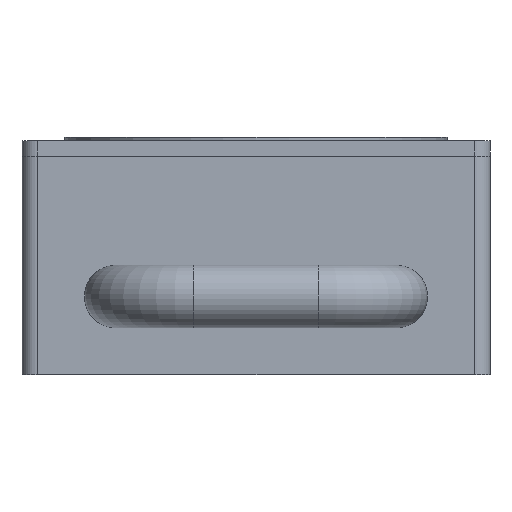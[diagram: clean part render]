
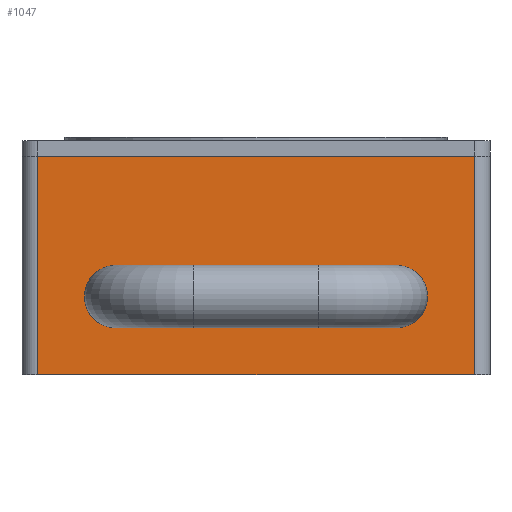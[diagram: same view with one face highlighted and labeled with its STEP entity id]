
A CAD part, front view. The second image highlights one B-rep face of the part: STEP entity #1047.
In plain terms, the highlighted planar face has unit normal (0, -1, 0).
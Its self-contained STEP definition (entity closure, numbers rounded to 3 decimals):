
#54=FACE_BOUND('',#238,.T.);
#55=FACE_BOUND('',#239,.T.);
#92=PLANE('',#1199);
#156=FACE_OUTER_BOUND('',#237,.T.);
#237=EDGE_LOOP('',(#932,#933,#934,#935));
#238=EDGE_LOOP('',(#936,#937));
#239=EDGE_LOOP('',(#938,#939));
#286=LINE('',#1712,#364);
#291=LINE('',#1728,#369);
#314=LINE('',#1803,#392);
#319=LINE('',#1821,#397);
#322=LINE('',#1828,#400);
#323=LINE('',#1830,#401);
#364=VECTOR('',#1404,10.);
#369=VECTOR('',#1423,10.);
#392=VECTOR('',#1500,10.);
#397=VECTOR('',#1519,10.);
#400=VECTOR('',#1528,10.);
#401=VECTOR('',#1531,10.);
#441=CIRCLE('',#1157,10.);
#443=CIRCLE('',#1160,10.);
#510=VERTEX_POINT('',#1709);
#511=VERTEX_POINT('',#1711);
#514=VERTEX_POINT('',#1721);
#515=VERTEX_POINT('',#1723);
#539=VERTEX_POINT('',#1800);
#540=VERTEX_POINT('',#1802);
#546=VERTEX_POINT('',#1819);
#547=VERTEX_POINT('',#1826);
#626=EDGE_CURVE('',#511,#510,#286,.T.);
#629=EDGE_CURVE('',#510,#511,#441,.T.);
#632=EDGE_CURVE('',#515,#514,#443,.T.);
#635=EDGE_CURVE('',#514,#515,#291,.T.);
#669=EDGE_CURVE('',#540,#539,#314,.T.);
#678=EDGE_CURVE('',#546,#539,#319,.T.);
#682=EDGE_CURVE('',#540,#547,#322,.T.);
#683=EDGE_CURVE('',#547,#546,#323,.T.);
#932=ORIENTED_EDGE('',*,*,#678,.F.);
#933=ORIENTED_EDGE('',*,*,#683,.F.);
#934=ORIENTED_EDGE('',*,*,#682,.F.);
#935=ORIENTED_EDGE('',*,*,#669,.T.);
#936=ORIENTED_EDGE('',*,*,#626,.T.);
#937=ORIENTED_EDGE('',*,*,#629,.T.);
#938=ORIENTED_EDGE('',*,*,#632,.T.);
#939=ORIENTED_EDGE('',*,*,#635,.T.);
#1047=ADVANCED_FACE('',(#156,#54,#55),#92,.T.);
#1157=AXIS2_PLACEMENT_3D('',#1716,#1410,#1411);
#1160=AXIS2_PLACEMENT_3D('',#1724,#1417,#1418);
#1199=AXIS2_PLACEMENT_3D('',#1829,#1529,#1530);
#1404=DIRECTION('',(0.,0.,1.));
#1410=DIRECTION('center_axis',(0.,1.,0.));
#1411=DIRECTION('ref_axis',(1.,0.,0.));
#1417=DIRECTION('center_axis',(0.,1.,0.));
#1418=DIRECTION('ref_axis',(1.,0.,0.));
#1423=DIRECTION('',(0.,0.,-1.));
#1500=DIRECTION('',(1.,0.,0.));
#1519=DIRECTION('',(0.,0.,-1.));
#1528=DIRECTION('',(0.,0.,1.));
#1529=DIRECTION('center_axis',(0.,-1.,0.));
#1530=DIRECTION('ref_axis',(1.,0.,0.));
#1531=DIRECTION('',(1.,0.,0.));
#1709=CARTESIAN_POINT('',(38.,-75.,32.141));
#1711=CARTESIAN_POINT('',(38.,-75.,17.859));
#1712=CARTESIAN_POINT('',(38.,-75.,8.929));
#1716=CARTESIAN_POINT('Origin',(45.,-75.,25.));
#1721=CARTESIAN_POINT('',(-38.,-75.,32.141));
#1723=CARTESIAN_POINT('',(-38.,-75.,17.859));
#1724=CARTESIAN_POINT('Origin',(-45.,-75.,25.));
#1728=CARTESIAN_POINT('',(-38.,-75.,16.071));
#1800=CARTESIAN_POINT('',(70.,-75.,0.));
#1802=CARTESIAN_POINT('',(-70.,-75.,0.));
#1803=CARTESIAN_POINT('',(-75.,-75.,0.));
#1819=CARTESIAN_POINT('',(70.,-75.,70.));
#1821=CARTESIAN_POINT('',(70.,-75.,0.));
#1826=CARTESIAN_POINT('',(-70.,-75.,70.));
#1828=CARTESIAN_POINT('',(-70.,-75.,0.));
#1829=CARTESIAN_POINT('Origin',(-75.,-75.,0.));
#1830=CARTESIAN_POINT('',(-75.,-75.,70.));
